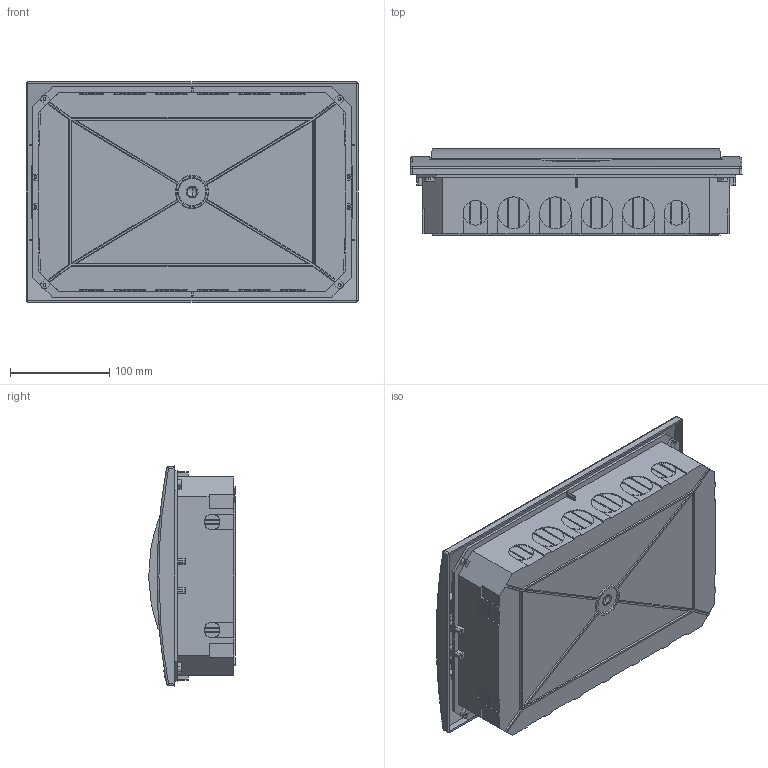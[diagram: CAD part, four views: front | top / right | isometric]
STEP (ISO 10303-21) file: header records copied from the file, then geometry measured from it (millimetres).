
FILE_DESCRIPTION (( 'STEP AP214' ), '1' );
FILE_NAME ('ﾀﾃﾈﾅ 106.00.00.00-13 ﾙﾐﾂ-ﾏ-12 ﾑﾁ-15.STEP', '2021-05-21T07:57:20', ( '' ), ( '' ), 'SwSTEP 2.0', 'SolidWorks 2017', '' );
FILE_SCHEMA (( 'AUTOMOTIVE_DESIGN' ));
Length unit declared in the file: millimetre
Products named in the file (1): ﾀﾃﾈﾅ 106.00.00.00-13 ﾙﾐﾂ-ﾏ-12 ﾑﾁ-15
Bounding box: 335 x 87.38 x 222 mm (x, y, z)
Volume: 563398.8 mm3; surface area: 599189.6 mm2
Topology: 11 solids, 11 shells, 1557 faces, 4240 edges, 2724 vertices
Faces by surface type: plane 1057, cylinder 368, cone 56, bspline 34, sphere 24, torus 18
Entity records: 67746 total; most frequent: CARTESIAN_POINT 11184, ORIENTED_EDGE 8448, DIRECTION 7909, EDGE_CURVE 4224, VECTOR 2997, LINE 2997, VERTEX_POINT 2724, AXIS2_PLACEMENT_3D 2456
